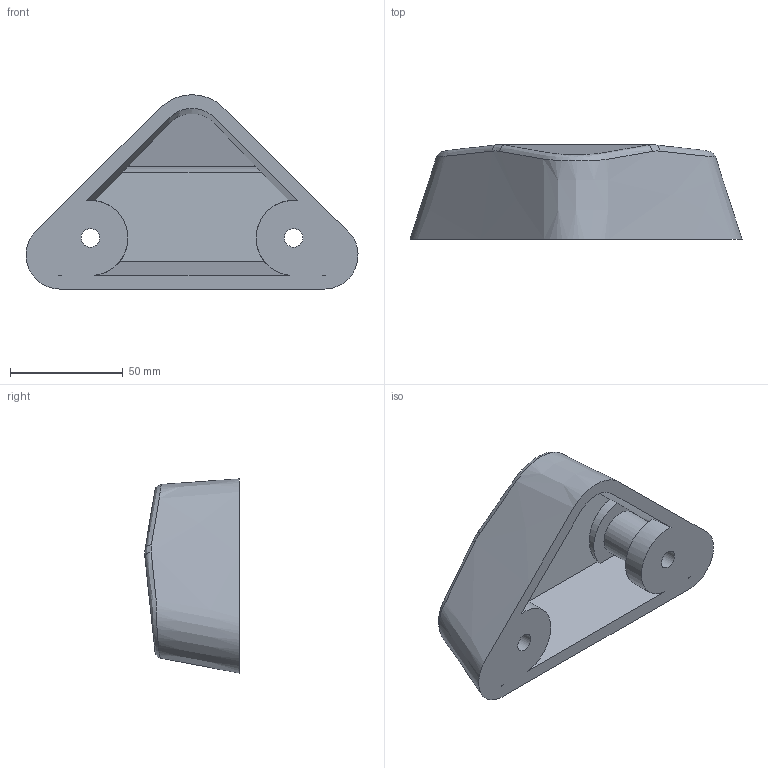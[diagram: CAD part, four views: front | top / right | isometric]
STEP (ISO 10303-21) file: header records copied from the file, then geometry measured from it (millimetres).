
FILE_DESCRIPTION(/* description */ (''),/* implementation_level */ '2;1');
FILE_NAME(/* name */ 'Plastic 3KG Block v1.step',/* time_stamp */ '2023-09-12T21:50:14+01:00',/* author */ (''),/* organization */ (''),/* preprocessor_version */ 'ST-DEVELOPER v20',/* originating_system */ 'Autodesk Translation Framework v12.9.0.99',/* authorisation */ '');
FILE_SCHEMA (('AUTOMOTIVE_DESIGN { 1 0 10303 214 3 1 1 }'));
Length unit declared in the file: millimetre
Products named in the file (1): Plastic 3KG Block
Bounding box: 146.98 x 41.83 x 85.96 mm (x, y, z)
Volume: 132897.9 mm3; surface area: 43334.5 mm2
Topology: 1 solids, 1 shells, 35 faces, 85 edges, 57 vertices
Faces by surface type: plane 13, cylinder 12, bspline 10
Full cylindrical faces by diameter (mm): 8.2 x2, 20.2 x2, 21 x2
Entity records: 2999 total; most frequent: CARTESIAN_POINT 2205, ORIENTED_EDGE 170, DIRECTION 125, EDGE_CURVE 85, VERTEX_POINT 57, AXIS2_PLACEMENT_3D 56, EDGE_LOOP 48, B_SPLINE_CURVE_WITH_KNOTS 42
